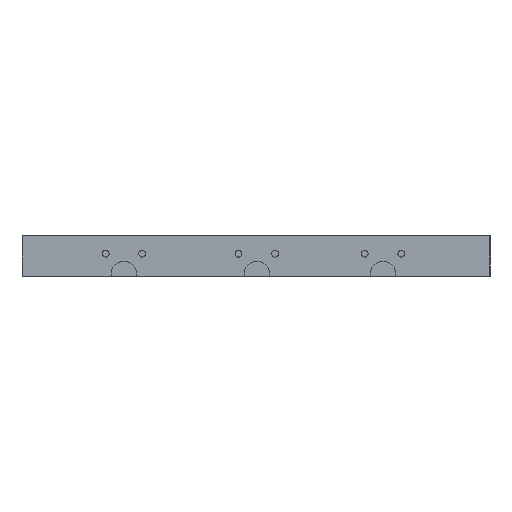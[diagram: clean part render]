
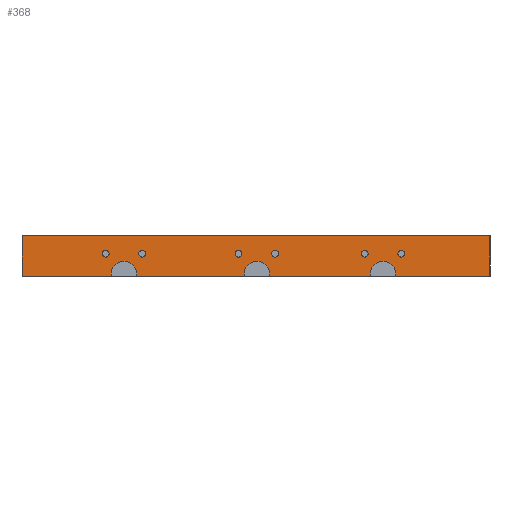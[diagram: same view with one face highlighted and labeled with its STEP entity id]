
A CAD part, left-side view. The second image highlights one B-rep face of the part: STEP entity #368.
In plain terms, the highlighted planar face has unit normal (-1, 0, 0).
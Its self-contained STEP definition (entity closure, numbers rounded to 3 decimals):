
#368=ADVANCED_FACE('',(#2342,#2344,#2346,#2348,#2350,#2352,#2354),#2356,.F.);
#2342=FACE_BOUND('',#2343,.T.);
#2343=EDGE_LOOP('',(#3841,#3842,#3843,#3844,#3845,#3846,#3847,#3848,#3849,#3850,
#3851,#3852,#3853,#3854,#3855,#3856));
#2344=FACE_BOUND('',#2345,.T.);
#2345=EDGE_LOOP('',(#3857));
#2346=FACE_BOUND('',#2347,.T.);
#2347=EDGE_LOOP('',(#3858));
#2348=FACE_BOUND('',#2349,.T.);
#2349=EDGE_LOOP('',(#3859));
#2350=FACE_BOUND('',#2351,.T.);
#2351=EDGE_LOOP('',(#3860));
#2352=FACE_BOUND('',#2353,.T.);
#2353=EDGE_LOOP('',(#3861));
#2354=FACE_BOUND('',#2355,.T.);
#2355=EDGE_LOOP('',(#3862));
#2356=PLANE('',#2357);
#2357=AXIS2_PLACEMENT_3D('',#2358,#2359,#2360);
#2358=CARTESIAN_POINT('',(0.,0.,9.5));
#2359=DIRECTION('',(1.,0.,0.));
#2360=DIRECTION('',(0.,0.,-1.));
#3841=ORIENTED_EDGE('',*,*,#5077,.F.);
#3842=ORIENTED_EDGE('',*,*,#5078,.T.);
#3843=ORIENTED_EDGE('',*,*,#5079,.F.);
#3844=ORIENTED_EDGE('',*,*,#5038,.F.);
#3845=ORIENTED_EDGE('',*,*,#5080,.F.);
#3846=ORIENTED_EDGE('',*,*,#5081,.T.);
#3847=ORIENTED_EDGE('',*,*,#5082,.F.);
#3848=ORIENTED_EDGE('',*,*,#5083,.F.);
#3849=ORIENTED_EDGE('',*,*,#5084,.T.);
#3850=ORIENTED_EDGE('',*,*,#5085,.T.);
#3851=ORIENTED_EDGE('',*,*,#5086,.F.);
#3852=ORIENTED_EDGE('',*,*,#5042,.F.);
#3853=ORIENTED_EDGE('',*,*,#5087,.F.);
#3854=ORIENTED_EDGE('',*,*,#5088,.T.);
#3855=ORIENTED_EDGE('',*,*,#5089,.F.);
#3856=ORIENTED_EDGE('',*,*,#5034,.F.);
#3857=ORIENTED_EDGE('',*,*,#5024,.F.);
#3858=ORIENTED_EDGE('',*,*,#5028,.F.);
#3859=ORIENTED_EDGE('',*,*,#5032,.F.);
#3860=ORIENTED_EDGE('',*,*,#5030,.F.);
#3861=ORIENTED_EDGE('',*,*,#5026,.F.);
#3862=ORIENTED_EDGE('',*,*,#5022,.F.);
#5022=EDGE_CURVE('',#5661,#5661,#5662,.T.);
#5024=EDGE_CURVE('',#5665,#5665,#5666,.T.);
#5026=EDGE_CURVE('',#5669,#5669,#5670,.T.);
#5028=EDGE_CURVE('',#5673,#5673,#5674,.T.);
#5030=EDGE_CURVE('',#5677,#5677,#5678,.T.);
#5032=EDGE_CURVE('',#5681,#5681,#5682,.T.);
#5034=EDGE_CURVE('',#5684,#5686,#5687,.T.);
#5038=EDGE_CURVE('',#5692,#5694,#5695,.T.);
#5042=EDGE_CURVE('',#5700,#5702,#5703,.T.);
#5077=EDGE_CURVE('',#5771,#5684,#5772,.T.);
#5078=EDGE_CURVE('',#5771,#5773,#5774,.T.);
#5079=EDGE_CURVE('',#5694,#5773,#5775,.T.);
#5080=EDGE_CURVE('',#5776,#5692,#5777,.T.);
#5081=EDGE_CURVE('',#5776,#5778,#5779,.T.);
#5082=EDGE_CURVE('',#5780,#5778,#5781,.T.);
#5083=EDGE_CURVE('',#5782,#5780,#5783,.T.);
#5084=EDGE_CURVE('',#5782,#5784,#5785,.T.);
#5085=EDGE_CURVE('',#5784,#5786,#5787,.T.);
#5086=EDGE_CURVE('',#5702,#5786,#5788,.T.);
#5087=EDGE_CURVE('',#5789,#5700,#5790,.T.);
#5088=EDGE_CURVE('',#5789,#5791,#5792,.T.);
#5089=EDGE_CURVE('',#5686,#5791,#5793,.T.);
#5661=VERTEX_POINT('',#6774);
#5662=CIRCLE('',#6775,0.8);
#5665=VERTEX_POINT('',#6784);
#5666=CIRCLE('',#6785,0.8);
#5669=VERTEX_POINT('',#6794);
#5670=CIRCLE('',#6795,0.8);
#5673=VERTEX_POINT('',#6804);
#5674=CIRCLE('',#6805,0.8);
#5677=VERTEX_POINT('',#6814);
#5678=CIRCLE('',#6815,0.8);
#5681=VERTEX_POINT('',#6824);
#5682=CIRCLE('',#6825,0.8);
#5684=VERTEX_POINT('',#6830);
#5686=VERTEX_POINT('',#6834);
#5687=CIRCLE('',#6835,3.);
#5692=VERTEX_POINT('',#6848);
#5694=VERTEX_POINT('',#6852);
#5695=CIRCLE('',#6853,3.);
#5700=VERTEX_POINT('',#6866);
#5702=VERTEX_POINT('',#6870);
#5703=CIRCLE('',#6871,3.);
#5771=VERTEX_POINT('',#7043);
#5772=LINE('',#7044,#7045);
#5773=VERTEX_POINT('',#7047);
#5774=LINE('',#7048,#7049);
#5775=LINE('',#7051,#7052);
#5776=VERTEX_POINT('',#7054);
#5777=LINE('',#7055,#7056);
#5778=VERTEX_POINT('',#7058);
#5779=LINE('',#7059,#7060);
#5780=VERTEX_POINT('',#7062);
#5781=LINE('',#7063,#7064);
#5782=VERTEX_POINT('',#7066);
#5783=LINE('',#7067,#7068);
#5784=VERTEX_POINT('',#7070);
#5785=LINE('',#7071,#7072);
#5786=VERTEX_POINT('',#7074);
#5787=LINE('',#7075,#7076);
#5788=LINE('',#7078,#7079);
#5789=VERTEX_POINT('',#7081);
#5790=LINE('',#7082,#7083);
#5791=VERTEX_POINT('',#7085);
#5792=LINE('',#7086,#7087);
#5793=LINE('',#7089,#7090);
#6774=CARTESIAN_POINT('',(0.,20.9,6.1));
#6775=AXIS2_PLACEMENT_3D('',#6776,#6777,#6778);
#6776=CARTESIAN_POINT('',(0.,20.9,5.3));
#6777=DIRECTION('',(-1.,0.,0.));
#6778=DIRECTION('',(0.,0.,-1.));
#6784=CARTESIAN_POINT('',(0.,29.5,6.1));
#6785=AXIS2_PLACEMENT_3D('',#6786,#6787,#6788);
#6786=CARTESIAN_POINT('',(0.,29.5,5.3));
#6787=DIRECTION('',(-1.,0.,0.));
#6788=DIRECTION('',(0.,0.,-1.));
#6794=CARTESIAN_POINT('',(0.,50.6,6.1));
#6795=AXIS2_PLACEMENT_3D('',#6796,#6797,#6798);
#6796=CARTESIAN_POINT('',(0.,50.6,5.3));
#6797=DIRECTION('',(-1.,0.,0.));
#6798=DIRECTION('',(0.,0.,-1.));
#6804=CARTESIAN_POINT('',(0.,59.2,6.1));
#6805=AXIS2_PLACEMENT_3D('',#6806,#6807,#6808);
#6806=CARTESIAN_POINT('',(0.,59.2,5.3));
#6807=DIRECTION('',(-1.,0.,0.));
#6808=DIRECTION('',(0.,0.,-1.));
#6814=CARTESIAN_POINT('',(0.,81.9,6.1));
#6815=AXIS2_PLACEMENT_3D('',#6816,#6817,#6818);
#6816=CARTESIAN_POINT('',(0.,81.9,5.3));
#6817=DIRECTION('',(-1.,0.,0.));
#6818=DIRECTION('',(0.,0.,-1.));
#6824=CARTESIAN_POINT('',(0.,90.5,6.1));
#6825=AXIS2_PLACEMENT_3D('',#6826,#6827,#6828);
#6826=CARTESIAN_POINT('',(0.,90.5,5.3));
#6827=DIRECTION('',(-1.,0.,0.));
#6828=DIRECTION('',(0.,0.,-1.));
#6830=CARTESIAN_POINT('',(0.,51.9,0.5));
#6834=CARTESIAN_POINT('',(0.,57.9,0.5));
#6835=AXIS2_PLACEMENT_3D('',#6836,#6837,#6838);
#6836=CARTESIAN_POINT('',(0.,54.9,0.5));
#6837=DIRECTION('',(-1.,0.,0.));
#6838=DIRECTION('',(0.,-1.,0.));
#6848=CARTESIAN_POINT('',(0.,22.2,0.5));
#6852=CARTESIAN_POINT('',(0.,28.2,0.5));
#6853=AXIS2_PLACEMENT_3D('',#6854,#6855,#6856);
#6854=CARTESIAN_POINT('',(0.,25.2,0.5));
#6855=DIRECTION('',(-1.,0.,0.));
#6856=DIRECTION('',(0.,-1.,0.));
#6866=CARTESIAN_POINT('',(0.,83.2,0.5));
#6870=CARTESIAN_POINT('',(0.,89.2,0.5));
#6871=AXIS2_PLACEMENT_3D('',#6872,#6873,#6874);
#6872=CARTESIAN_POINT('',(0.,86.2,0.5));
#6873=DIRECTION('',(-1.,0.,0.));
#6874=DIRECTION('',(0.,-1.,0.));
#7043=CARTESIAN_POINT('',(0.,51.9,0.));
#7044=CARTESIAN_POINT('',(0.,51.9,0.));
#7045=VECTOR('',#7046,1.);
#7046=DIRECTION('',(0.,0.,1.));
#7047=CARTESIAN_POINT('',(0.,28.2,0.));
#7048=CARTESIAN_POINT('',(0.,51.9,0.));
#7049=VECTOR('',#7050,1.);
#7050=DIRECTION('',(0.,-1.,0.));
#7051=CARTESIAN_POINT('',(0.,28.2,0.5));
#7052=VECTOR('',#7053,1.);
#7053=DIRECTION('',(0.,0.,-1.));
#7054=CARTESIAN_POINT('',(0.,22.2,0.));
#7055=CARTESIAN_POINT('',(0.,22.2,0.));
#7056=VECTOR('',#7057,1.);
#7057=DIRECTION('',(0.,0.,1.));
#7058=CARTESIAN_POINT('',(0.,0.,0.));
#7059=CARTESIAN_POINT('',(0.,22.2,0.));
#7060=VECTOR('',#7061,1.);
#7061=DIRECTION('',(0.,-1.,0.));
#7062=CARTESIAN_POINT('',(0.,0.,9.5));
#7063=CARTESIAN_POINT('',(0.,0.,9.5));
#7064=VECTOR('',#7065,1.);
#7065=DIRECTION('',(0.,0.,-1.));
#7066=CARTESIAN_POINT('',(0.,110.2,9.5));
#7067=CARTESIAN_POINT('',(0.,110.2,9.5));
#7068=VECTOR('',#7069,1.);
#7069=DIRECTION('',(0.,-1.,0.));
#7070=CARTESIAN_POINT('',(0.,110.2,0.));
#7071=CARTESIAN_POINT('',(0.,110.2,9.5));
#7072=VECTOR('',#7073,1.);
#7073=DIRECTION('',(0.,0.,-1.));
#7074=CARTESIAN_POINT('',(0.,89.2,0.));
#7075=CARTESIAN_POINT('',(0.,110.2,0.));
#7076=VECTOR('',#7077,1.);
#7077=DIRECTION('',(0.,-1.,0.));
#7078=CARTESIAN_POINT('',(0.,89.2,0.5));
#7079=VECTOR('',#7080,1.);
#7080=DIRECTION('',(0.,0.,-1.));
#7081=CARTESIAN_POINT('',(0.,83.2,0.));
#7082=CARTESIAN_POINT('',(0.,83.2,0.));
#7083=VECTOR('',#7084,1.);
#7084=DIRECTION('',(0.,0.,1.));
#7085=CARTESIAN_POINT('',(0.,57.9,0.));
#7086=CARTESIAN_POINT('',(0.,83.2,0.));
#7087=VECTOR('',#7088,1.);
#7088=DIRECTION('',(0.,-1.,0.));
#7089=CARTESIAN_POINT('',(0.,57.9,0.5));
#7090=VECTOR('',#7091,1.);
#7091=DIRECTION('',(0.,0.,-1.));
